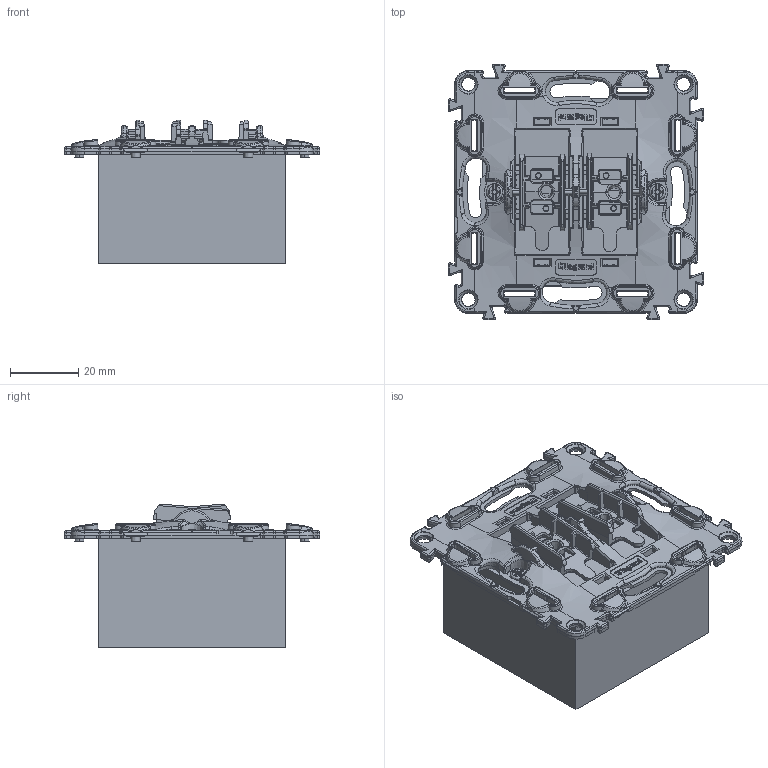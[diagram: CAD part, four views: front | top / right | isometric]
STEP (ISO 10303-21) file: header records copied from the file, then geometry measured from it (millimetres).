
FILE_DESCRIPTION(('CATIA V5 STEP Exchange','CAx-IF Rec.Pracs.--- Model Styling and Organization---1.4--- 2014-01-23'),'2;1');
FILE_NAME('752005_AllCATPart.stp','2020-02-13T09:22:37+00:00',('none'),('none'),'CATIA Version 5-6 Release 2017 SP3','CATIA V5 STEP AP214','none');
FILE_SCHEMA(('AUTOMOTIVE_DESIGN { 1 0 10303 214 1 1 1 1 }'));
Products named in the file (1): 752005_AllCATPart
Bounding box: 74.7 x 74.7 x 42.02 mm (x, y, z)
Volume: 106329.9 mm3; surface area: 27120.6 mm2
Topology: 1 solids, 9 shells, 8350 faces, 24189 edges, 15767 vertices
Faces by surface type: plane 6638, cylinder 731, bspline 650, cone 170, torus 113, sphere 40, extrusion 8
Entity records: 316378 total; most frequent: CARTESIAN_POINT 109253, ORIENTED_EDGE 48210, DIRECTION 30502, EDGE_CURVE 24105, VECTOR 15859, LINE 15851, VERTEX_POINT 15767, EDGE_LOOP 8524
